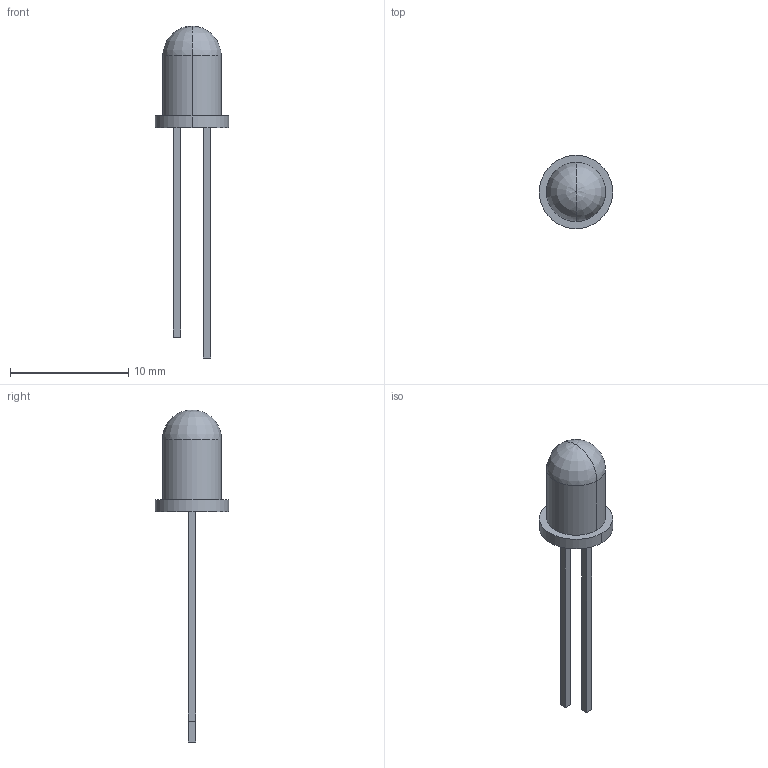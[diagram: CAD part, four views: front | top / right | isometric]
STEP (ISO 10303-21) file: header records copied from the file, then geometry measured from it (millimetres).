
FILE_DESCRIPTION(('FreeCAD Model'),'2;1');
FILE_NAME('Compound001.step','2016-10-27T14:51:59',( 'Author'),(''),'Open CASCADE STEP processor 6.8','FreeCAD','Unknown' );
FILE_SCHEMA(('AUTOMOTIVE_DESIGN_CC2 { 1 2 10303 214 -1 1 5 4 }'));
Length unit declared in the file: millimetre
Products named in the file (2): ASSEMBLY; Compound001
Assembly tree (1 placements, depth 2):
  ASSEMBLY
    Compound001
Bounding box: 6.22 x 6.22 x 28.12 mm (x, y, z)
Volume: 173.8 mm3; surface area: 284.7 mm2
Topology: 1 solids, 2 shells, 22 faces, 46 edges, 29 vertices
Faces by surface type: plane 14, cylinder 4, revolution 2, bspline 2
Entity records: 2060 total; most frequent: CARTESIAN_POINT 1013, DIRECTION 148, ORIENTED_EDGE 88, PCURVE 88, DEFINITIONAL_REPRESENTATION 88, LINE 76, VECTOR 76, EDGE_CURVE 44
